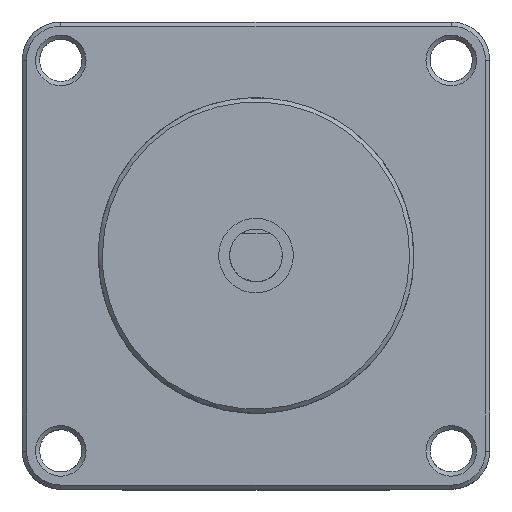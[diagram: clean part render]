
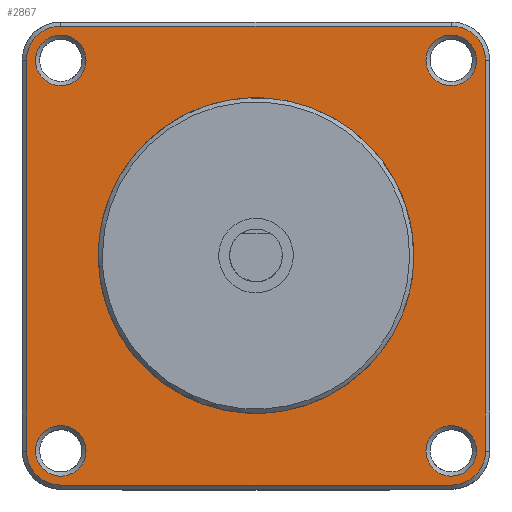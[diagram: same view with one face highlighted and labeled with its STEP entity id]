
A CAD part, top view. The second image highlights one B-rep face of the part: STEP entity #2867.
In plain terms, the highlighted free-form (B-spline) face has degree [1, 1] with [2, 2] control points.
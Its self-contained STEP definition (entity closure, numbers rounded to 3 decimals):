
#2684 = VERTEX_POINT('',#2685);
#2685 = CARTESIAN_POINT('',(-26.493,31.096,0.));
#2692 = VERTEX_POINT('',#2693);
#2693 = CARTESIAN_POINT('',(-31.096,26.493,0.));
#2698 = EDGE_CURVE('',#2692,#2684,#2699,.T.);
#2699 = ( BOUNDED_CURVE() B_SPLINE_CURVE(2,(#2700,#2701,#2702),
.UNSPECIFIED.,.F.,.F.) B_SPLINE_CURVE_WITH_KNOTS((3,3),(0.,
1.571),.PIECEWISE_BEZIER_KNOTS.) CURVE() 
GEOMETRIC_REPRESENTATION_ITEM() RATIONAL_B_SPLINE_CURVE((1.,
0.707,1.)) REPRESENTATION_ITEM('') );
#2700 = CARTESIAN_POINT('',(-31.096,26.493,0.));
#2701 = CARTESIAN_POINT('',(-31.096,31.096,0.));
#2702 = CARTESIAN_POINT('',(-26.493,31.096,0.));
#2715 = VERTEX_POINT('',#2716);
#2716 = CARTESIAN_POINT('',(26.493,31.096,0.));
#2723 = EDGE_CURVE('',#2684,#2715,#2724,.T.);
#2724 = B_SPLINE_CURVE_WITH_KNOTS('',1,(#2725,#2726),.UNSPECIFIED.,.F.,
  .F.,(2,2),(-11.8,35.4),.PIECEWISE_BEZIER_KNOTS.);
#2725 = CARTESIAN_POINT('',(-26.493,31.096,0.));
#2726 = CARTESIAN_POINT('',(26.493,31.096,0.));
#2737 = VERTEX_POINT('',#2738);
#2738 = CARTESIAN_POINT('',(31.096,26.493,0.));
#2745 = EDGE_CURVE('',#2715,#2737,#2746,.T.);
#2746 = ( BOUNDED_CURVE() B_SPLINE_CURVE(2,(#2747,#2748,#2749),
.UNSPECIFIED.,.F.,.F.) B_SPLINE_CURVE_WITH_KNOTS((3,3),(4.712,
6.283),.PIECEWISE_BEZIER_KNOTS.) CURVE() 
GEOMETRIC_REPRESENTATION_ITEM() RATIONAL_B_SPLINE_CURVE((1.,
0.707,1.)) REPRESENTATION_ITEM('') );
#2747 = CARTESIAN_POINT('',(26.493,31.096,0.));
#2748 = CARTESIAN_POINT('',(31.096,31.096,0.));
#2749 = CARTESIAN_POINT('',(31.096,26.493,0.));
#2762 = VERTEX_POINT('',#2763);
#2763 = CARTESIAN_POINT('',(31.096,-26.493,0.));
#2770 = EDGE_CURVE('',#2737,#2762,#2771,.T.);
#2771 = B_SPLINE_CURVE_WITH_KNOTS('',1,(#2772,#2773),.UNSPECIFIED.,.F.,
  .F.,(2,2),(-35.4,11.8),.PIECEWISE_BEZIER_KNOTS.);
#2772 = CARTESIAN_POINT('',(31.096,26.493,0.));
#2773 = CARTESIAN_POINT('',(31.096,-26.493,0.));
#2784 = VERTEX_POINT('',#2785);
#2785 = CARTESIAN_POINT('',(26.493,-31.096,0.));
#2792 = EDGE_CURVE('',#2762,#2784,#2793,.T.);
#2793 = ( BOUNDED_CURVE() B_SPLINE_CURVE(2,(#2794,#2795,#2796),
.UNSPECIFIED.,.F.,.F.) B_SPLINE_CURVE_WITH_KNOTS((3,3),(0.,
1.571),.PIECEWISE_BEZIER_KNOTS.) CURVE() 
GEOMETRIC_REPRESENTATION_ITEM() RATIONAL_B_SPLINE_CURVE((1.,
0.707,1.)) REPRESENTATION_ITEM('') );
#2794 = CARTESIAN_POINT('',(31.096,-26.493,0.));
#2795 = CARTESIAN_POINT('',(31.096,-31.096,0.));
#2796 = CARTESIAN_POINT('',(26.493,-31.096,0.));
#2809 = VERTEX_POINT('',#2810);
#2810 = CARTESIAN_POINT('',(-26.493,-31.096,0.));
#2817 = EDGE_CURVE('',#2784,#2809,#2818,.T.);
#2818 = B_SPLINE_CURVE_WITH_KNOTS('',1,(#2819,#2820),.UNSPECIFIED.,.F.,
  .F.,(2,2),(-35.4,11.8),.PIECEWISE_BEZIER_KNOTS.);
#2819 = CARTESIAN_POINT('',(26.493,-31.096,0.));
#2820 = CARTESIAN_POINT('',(-26.493,-31.096,0.));
#2831 = VERTEX_POINT('',#2832);
#2832 = CARTESIAN_POINT('',(-31.096,-26.493,0.));
#2839 = EDGE_CURVE('',#2809,#2831,#2840,.T.);
#2840 = ( BOUNDED_CURVE() B_SPLINE_CURVE(2,(#2841,#2842,#2843),
.UNSPECIFIED.,.F.,.F.) B_SPLINE_CURVE_WITH_KNOTS((3,3),(4.712,
6.283),.PIECEWISE_BEZIER_KNOTS.) CURVE() 
GEOMETRIC_REPRESENTATION_ITEM() RATIONAL_B_SPLINE_CURVE((1.,
0.707,1.)) REPRESENTATION_ITEM('') );
#2841 = CARTESIAN_POINT('',(-26.493,-31.096,0.));
#2842 = CARTESIAN_POINT('',(-31.096,-31.096,0.));
#2843 = CARTESIAN_POINT('',(-31.096,-26.493,0.));
#2858 = EDGE_CURVE('',#2831,#2692,#2859,.T.);
#2859 = B_SPLINE_CURVE_WITH_KNOTS('',1,(#2860,#2861),.UNSPECIFIED.,.F.,
  .F.,(2,2),(-11.8,35.4),.PIECEWISE_BEZIER_KNOTS.);
#2860 = CARTESIAN_POINT('',(-31.096,-26.493,0.));
#2861 = CARTESIAN_POINT('',(-31.096,26.493,0.));
#2867 = ADVANCED_FACE('',(#2868,#2878,#2892,#2906,#2920),#2934,.T.);
#2868 = FACE_BOUND('',#2869,.T.);
#2869 = EDGE_LOOP('',(#2870,#2871,#2872,#2873,#2874,#2875,#2876,#2877));
#2870 = ORIENTED_EDGE('',*,*,#2698,.F.);
#2871 = ORIENTED_EDGE('',*,*,#2858,.F.);
#2872 = ORIENTED_EDGE('',*,*,#2839,.F.);
#2873 = ORIENTED_EDGE('',*,*,#2817,.F.);
#2874 = ORIENTED_EDGE('',*,*,#2792,.F.);
#2875 = ORIENTED_EDGE('',*,*,#2770,.F.);
#2876 = ORIENTED_EDGE('',*,*,#2745,.F.);
#2877 = ORIENTED_EDGE('',*,*,#2723,.F.);
#2878 = FACE_BOUND('',#2879,.T.);
#2879 = EDGE_LOOP('',(#2880));
#2880 = ORIENTED_EDGE('',*,*,#2881,.F.);
#2881 = EDGE_CURVE('',#2882,#2882,#2884,.T.);
#2882 = VERTEX_POINT('',#2883);
#2883 = CARTESIAN_POINT('',(-29.883,-26.46,0.));
#2884 = ( BOUNDED_CURVE() B_SPLINE_CURVE(2,(#2885,#2886,#2887,#2888,
#2889,#2890,#2891),.UNSPECIFIED.,.T.,.F.) B_SPLINE_CURVE_WITH_KNOTS((3,2
    ,2,3),(3.142,5.236,7.33,9.425),
.PIECEWISE_BEZIER_KNOTS.) CURVE() GEOMETRIC_REPRESENTATION_ITEM() 
RATIONAL_B_SPLINE_CURVE((1.,0.5,1.,0.5,1.,0.5,1.)) REPRESENTATION_ITEM(
  '') );
#2885 = CARTESIAN_POINT('',(-29.883,-26.46,0.));
#2886 = CARTESIAN_POINT('',(-29.883,-32.39,0.));
#2887 = CARTESIAN_POINT('',(-24.748,-29.425,0.));
#2888 = CARTESIAN_POINT('',(-19.612,-26.46,0.));
#2889 = CARTESIAN_POINT('',(-24.748,-23.494,0.));
#2890 = CARTESIAN_POINT('',(-29.883,-20.529,0.));
#2891 = CARTESIAN_POINT('',(-29.883,-26.46,0.));
#2892 = FACE_BOUND('',#2893,.T.);
#2893 = EDGE_LOOP('',(#2894));
#2894 = ORIENTED_EDGE('',*,*,#2895,.F.);
#2895 = EDGE_CURVE('',#2896,#2896,#2898,.T.);
#2896 = VERTEX_POINT('',#2897);
#2897 = CARTESIAN_POINT('',(23.036,26.46,0.));
#2898 = ( BOUNDED_CURVE() B_SPLINE_CURVE(2,(#2899,#2900,#2901,#2902,
#2903,#2904,#2905),.UNSPECIFIED.,.T.,.F.) B_SPLINE_CURVE_WITH_KNOTS((3,2
    ,2,3),(3.142,5.236,7.33,9.425),
.PIECEWISE_BEZIER_KNOTS.) CURVE() GEOMETRIC_REPRESENTATION_ITEM() 
RATIONAL_B_SPLINE_CURVE((1.,0.5,1.,0.5,1.,0.5,1.)) REPRESENTATION_ITEM(
  '') );
#2899 = CARTESIAN_POINT('',(23.036,26.46,0.));
#2900 = CARTESIAN_POINT('',(23.036,20.529,0.));
#2901 = CARTESIAN_POINT('',(28.171,23.494,0.));
#2902 = CARTESIAN_POINT('',(33.307,26.46,0.));
#2903 = CARTESIAN_POINT('',(28.171,29.425,0.));
#2904 = CARTESIAN_POINT('',(23.036,32.39,0.));
#2905 = CARTESIAN_POINT('',(23.036,26.46,0.));
#2906 = FACE_BOUND('',#2907,.T.);
#2907 = EDGE_LOOP('',(#2908));
#2908 = ORIENTED_EDGE('',*,*,#2909,.F.);
#2909 = EDGE_CURVE('',#2910,#2910,#2912,.T.);
#2910 = VERTEX_POINT('',#2911);
#2911 = CARTESIAN_POINT('',(-23.036,26.46,0.));
#2912 = ( BOUNDED_CURVE() B_SPLINE_CURVE(2,(#2913,#2914,#2915,#2916,
#2917,#2918,#2919),.UNSPECIFIED.,.T.,.F.) B_SPLINE_CURVE_WITH_KNOTS((3,2
    ,2,3),(3.142,5.236,7.33,9.425),
.PIECEWISE_BEZIER_KNOTS.) CURVE() GEOMETRIC_REPRESENTATION_ITEM() 
RATIONAL_B_SPLINE_CURVE((1.,0.5,1.,0.5,1.,0.5,1.)) REPRESENTATION_ITEM(
  '') );
#2913 = CARTESIAN_POINT('',(-23.036,26.46,0.));
#2914 = CARTESIAN_POINT('',(-23.036,32.39,0.));
#2915 = CARTESIAN_POINT('',(-28.171,29.425,0.));
#2916 = CARTESIAN_POINT('',(-33.307,26.46,0.));
#2917 = CARTESIAN_POINT('',(-28.171,23.494,0.));
#2918 = CARTESIAN_POINT('',(-23.036,20.529,0.));
#2919 = CARTESIAN_POINT('',(-23.036,26.46,0.));
#2920 = FACE_BOUND('',#2921,.T.);
#2921 = EDGE_LOOP('',(#2922));
#2922 = ORIENTED_EDGE('',*,*,#2923,.F.);
#2923 = EDGE_CURVE('',#2924,#2924,#2926,.T.);
#2924 = VERTEX_POINT('',#2925);
#2925 = CARTESIAN_POINT('',(29.883,-26.46,0.));
#2926 = ( BOUNDED_CURVE() B_SPLINE_CURVE(2,(#2927,#2928,#2929,#2930,
#2931,#2932,#2933),.UNSPECIFIED.,.T.,.F.) B_SPLINE_CURVE_WITH_KNOTS((3,2
    ,2,3),(3.142,5.236,7.33,9.425),
.PIECEWISE_BEZIER_KNOTS.) CURVE() GEOMETRIC_REPRESENTATION_ITEM() 
RATIONAL_B_SPLINE_CURVE((1.,0.5,1.,0.5,1.,0.5,1.)) REPRESENTATION_ITEM(
  '') );
#2927 = CARTESIAN_POINT('',(29.883,-26.46,0.));
#2928 = CARTESIAN_POINT('',(29.883,-20.529,0.));
#2929 = CARTESIAN_POINT('',(24.748,-23.494,0.));
#2930 = CARTESIAN_POINT('',(19.612,-26.46,0.));
#2931 = CARTESIAN_POINT('',(24.748,-29.425,0.));
#2932 = CARTESIAN_POINT('',(29.883,-32.39,0.));
#2933 = CARTESIAN_POINT('',(29.883,-26.46,0.));
#2934 = B_SPLINE_SURFACE_WITH_KNOTS('',1,1,(
    (#2935,#2936)
    ,(#2937,#2938
    )),.UNSPECIFIED.,.F.,.F.,.F.,(2,2),(2,2),(-27.7,27.7),(-27.7,27.7),
  .PIECEWISE_BEZIER_KNOTS.);
#2935 = CARTESIAN_POINT('',(-31.096,-31.096,0.));
#2936 = CARTESIAN_POINT('',(-31.096,31.096,0.));
#2937 = CARTESIAN_POINT('',(31.096,-31.096,0.));
#2938 = CARTESIAN_POINT('',(31.096,31.096,0.));
